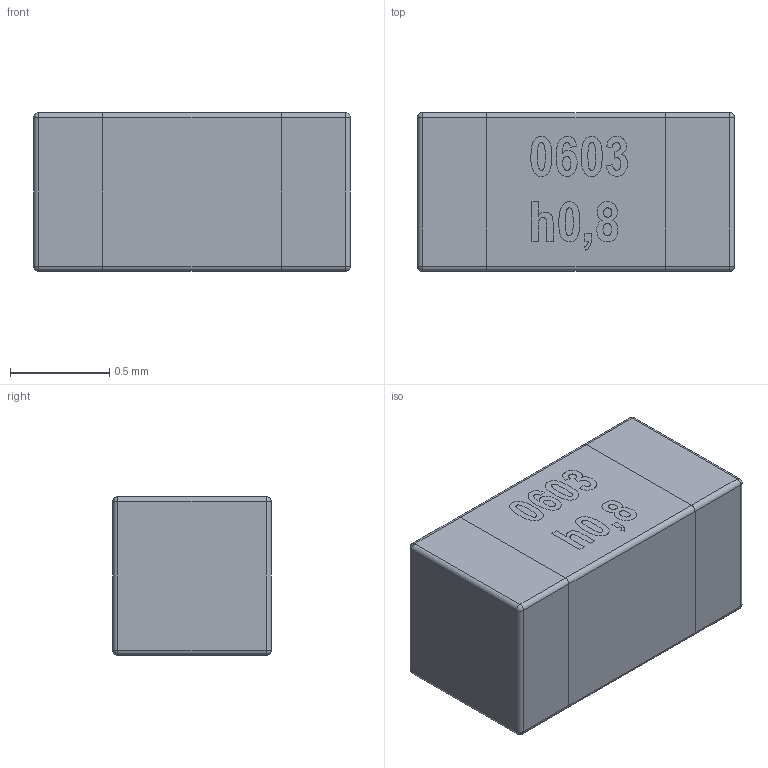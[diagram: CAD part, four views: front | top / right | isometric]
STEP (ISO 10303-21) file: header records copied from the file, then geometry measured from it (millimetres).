
FILE_DESCRIPTION (( 'STEP AP214' ), '1' );
FILE_NAME ('c_0603-h0.8.STEP', '2024-11-22T09:32:13', ( '' ), ( '' ), 'SwSTEP 2.0', 'SolidWorks 2021', '' );
FILE_SCHEMA (( 'AUTOMOTIVE_DESIGN' ));
Length unit declared in the file: millimetre
Products named in the file (1): c_0603-h0.8
Bounding box: 1.6 x 0.8 x 0.8 mm (x, y, z)
Volume: 1 mm3; surface area: 8.8 mm2
Topology: 3 solids, 3 shells, 60 faces, 196 edges, 148 vertices
Faces by surface type: plane 32, cylinder 20, sphere 8
Entity records: 3576 total; most frequent: CARTESIAN_POINT 1499, ORIENTED_EDGE 376, DIRECTION 275, EDGE_CURVE 188, VERTEX_POINT 148, AXIS2_PLACEMENT_3D 101, B_SPLINE_CURVE_WITH_KNOTS 75, EDGE_LOOP 74
